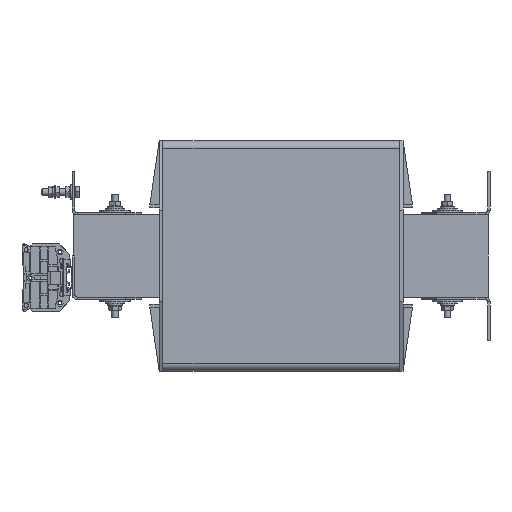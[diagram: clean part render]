
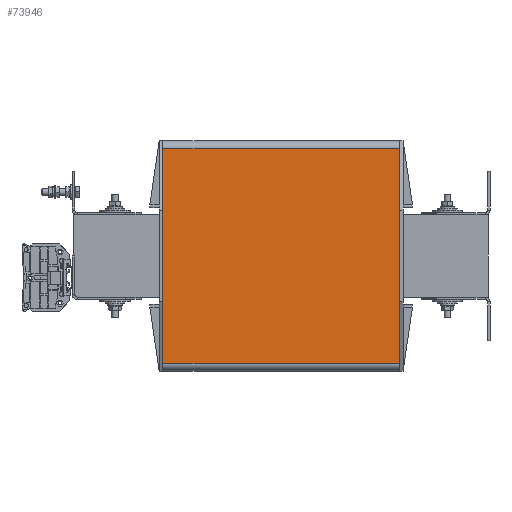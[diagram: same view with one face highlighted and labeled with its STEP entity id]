
A CAD part, left-side view. The second image highlights one B-rep face of the part: STEP entity #73946.
In plain terms, the highlighted planar face has unit normal (-1, 0, 0).
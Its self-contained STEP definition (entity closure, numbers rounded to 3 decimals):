
#8048=FACE_OUTER_BOUND('',#12293,.T.);
#12293=EDGE_LOOP('',(#50916,#50917,#50918,#50919));
#17556=LINE('',#105234,#25536);
#17560=LINE('',#105250,#25540);
#17570=LINE('',#105277,#25550);
#17571=LINE('',#105279,#25551);
#25536=VECTOR('',#84884,10.);
#25540=VECTOR('',#84898,10.);
#25550=VECTOR('',#84928,10.);
#25551=VECTOR('',#84931,10.);
#33400=VERTEX_POINT('',#105232);
#33401=VERTEX_POINT('',#105233);
#33408=VERTEX_POINT('',#105249);
#33415=VERTEX_POINT('',#105275);
#40289=EDGE_CURVE('',#33400,#33401,#17556,.T.);
#40297=EDGE_CURVE('',#33408,#33401,#17560,.T.);
#40311=EDGE_CURVE('',#33400,#33415,#17570,.T.);
#40312=EDGE_CURVE('',#33408,#33415,#17571,.T.);
#50916=ORIENTED_EDGE('',*,*,#40311,.T.);
#50917=ORIENTED_EDGE('',*,*,#40312,.F.);
#50918=ORIENTED_EDGE('',*,*,#40297,.T.);
#50919=ORIENTED_EDGE('',*,*,#40289,.F.);
#70876=PLANE('',#78285);
#73946=ADVANCED_FACE('',(#8048),#70876,.T.);
#78285=AXIS2_PLACEMENT_3D('',#105278,#84929,#84930);
#84884=DIRECTION('',(0.,0.,-1.));
#84898=DIRECTION('',(0.,-1.,0.));
#84928=DIRECTION('',(0.,1.,0.));
#84929=DIRECTION('center_axis',(-1.,0.,0.));
#84930=DIRECTION('ref_axis',(0.,0.,1.));
#84931=DIRECTION('',(0.,0.,1.));
#105232=CARTESIAN_POINT('',(-200.,-144.,130.5));
#105233=CARTESIAN_POINT('',(-200.,-144.,-130.5));
#105234=CARTESIAN_POINT('',(-200.,-144.,130.5));
#105249=CARTESIAN_POINT('',(-200.,144.,-130.5));
#105250=CARTESIAN_POINT('',(-200.,0.,-130.5));
#105275=CARTESIAN_POINT('',(-200.,144.,130.5));
#105277=CARTESIAN_POINT('',(-200.,0.,130.5));
#105278=CARTESIAN_POINT('Origin',(-200.,0.,-130.5));
#105279=CARTESIAN_POINT('',(-200.,144.,130.5));
